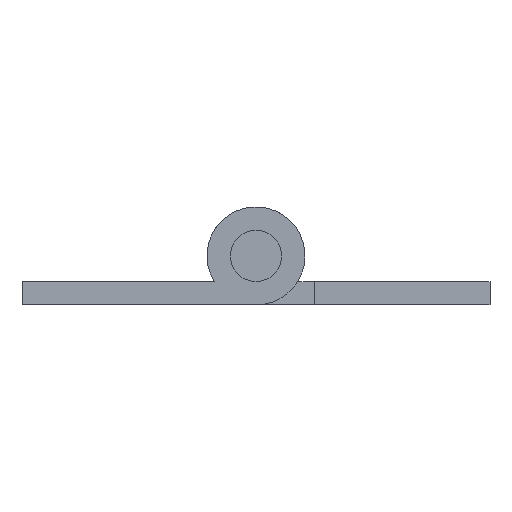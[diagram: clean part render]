
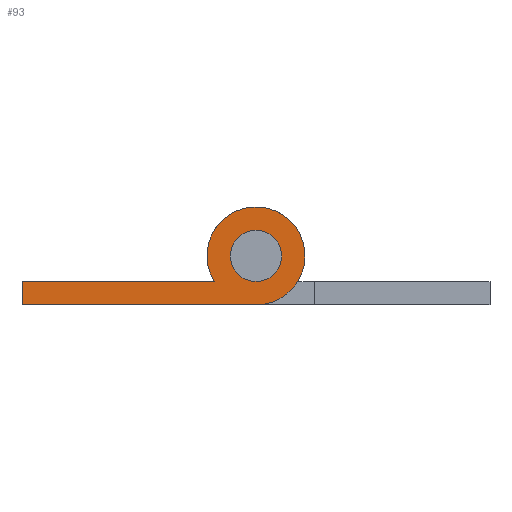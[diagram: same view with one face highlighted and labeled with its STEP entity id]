
A CAD part, front view. The second image highlights one B-rep face of the part: STEP entity #93.
In plain terms, the highlighted planar face has unit normal (0, -1, 0).
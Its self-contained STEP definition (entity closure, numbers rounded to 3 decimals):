
#93 = ADVANCED_FACE ( 'NONE', ( #1555, #1550 ), #1548, .F. ) ;
#95 = VERTEX_POINT ( 'NONE', #1549 ) ;
#106 = EDGE_LOOP ( 'NONE', ( #147, #152, #132, #112 ) ) ;
#111 = EDGE_LOOP ( 'NONE', ( #116, #122 ) ) ;
#112 = ORIENTED_EDGE ( 'NONE', *, *, #113, .F. ) ;
#113 = EDGE_CURVE ( 'NONE', #149, #117, #1591, .T. ) ;
#116 = ORIENTED_EDGE ( 'NONE', *, *, #5146, .T. ) ;
#117 = VERTEX_POINT ( 'NONE', #1579 ) ;
#120 = EDGE_CURVE ( 'NONE', #117, #134, #1631, .T. ) ;
#122 = ORIENTED_EDGE ( 'NONE', *, *, #170, .T. ) ;
#132 = ORIENTED_EDGE ( 'NONE', *, *, #120, .F. ) ;
#134 = VERTEX_POINT ( 'NONE', #1668 ) ;
#137 = EDGE_CURVE ( 'NONE', #134, #95, #1665, .T. ) ;
#143 = EDGE_CURVE ( 'NONE', #95, #149, #1661, .T. ) ;
#147 = ORIENTED_EDGE ( 'NONE', *, *, #143, .F. ) ;
#149 = VERTEX_POINT ( 'NONE', #1652 ) ;
#152 = ORIENTED_EDGE ( 'NONE', *, *, #137, .F. ) ;
#170 = EDGE_CURVE ( 'NONE', #5147, #5145, #1733, .T. ) ;
#1544 = DIRECTION ( 'NONE',  ( 0., 0., 1. ) ) ;
#1545 = DIRECTION ( 'NONE',  ( 0., 1., 0. ) ) ;
#1546 = CARTESIAN_POINT ( 'NONE',  ( 0., -225., 0. ) ) ;
#1547 = AXIS2_PLACEMENT_3D ( 'NONE', #1546, #1545, #1544 ) ;
#1548 = PLANE ( 'NONE',  #1547 ) ;
#1549 = CARTESIAN_POINT ( 'NONE',  ( -16., -225., -3.35 ) ) ;
#1550 = FACE_BOUND ( 'NONE', #111, .T. ) ;
#1555 = FACE_OUTER_BOUND ( 'NONE', #106, .T. ) ;
#1579 = CARTESIAN_POINT ( 'NONE',  ( -2.857, -225., -1.75 ) ) ;
#1588 = DIRECTION ( 'NONE',  ( 1., 0., 0. ) ) ;
#1589 = VECTOR ( 'NONE', #1588, 1000. ) ;
#1590 = CARTESIAN_POINT ( 'NONE',  ( -2.857, -225., -1.75 ) ) ;
#1591 = LINE ( 'NONE', #1590, #1589 ) ;
#1627 = DIRECTION ( 'NONE',  ( 0., 0., 1. ) ) ;
#1628 = DIRECTION ( 'NONE',  ( 0., 1., 0. ) ) ;
#1629 = CARTESIAN_POINT ( 'NONE',  ( 0., -225., 0. ) ) ;
#1630 = AXIS2_PLACEMENT_3D ( 'NONE', #1629, #1628, #1627 ) ;
#1631 = CIRCLE ( 'NONE', #1630, 3.35 ) ;
#1652 = CARTESIAN_POINT ( 'NONE',  ( -16., -225., -1.75 ) ) ;
#1658 = DIRECTION ( 'NONE',  ( 0., 0., 1. ) ) ;
#1659 = VECTOR ( 'NONE', #1658, 1000. ) ;
#1660 = CARTESIAN_POINT ( 'NONE',  ( -16., -225., -1.75 ) ) ;
#1661 = LINE ( 'NONE', #1660, #1659 ) ;
#1662 = DIRECTION ( 'NONE',  ( -1., 0., 0. ) ) ;
#1663 = VECTOR ( 'NONE', #1662, 1000. ) ;
#1664 = CARTESIAN_POINT ( 'NONE',  ( -16., -225., -3.35 ) ) ;
#1665 = LINE ( 'NONE', #1664, #1663 ) ;
#1668 = CARTESIAN_POINT ( 'NONE',  ( 0., -225., -3.35 ) ) ;
#1729 = DIRECTION ( 'NONE',  ( 0., 0., 1. ) ) ;
#1730 = DIRECTION ( 'NONE',  ( 0., 1., 0. ) ) ;
#1731 = CARTESIAN_POINT ( 'NONE',  ( 0., -225., 0. ) ) ;
#1732 = AXIS2_PLACEMENT_3D ( 'NONE', #1731, #1730, #1729 ) ;
#1733 = CIRCLE ( 'NONE', #1732, 1.75 ) ;
#3929 = CARTESIAN_POINT ( 'NONE',  ( 0., -225., 1.75 ) ) ;
#3930 = DIRECTION ( 'NONE',  ( 0., 0., 1. ) ) ;
#3931 = DIRECTION ( 'NONE',  ( 0., 1., 0. ) ) ;
#3932 = CARTESIAN_POINT ( 'NONE',  ( 0., -225., 0. ) ) ;
#3933 = AXIS2_PLACEMENT_3D ( 'NONE', #3932, #3931, #3930 ) ;
#3934 = CIRCLE ( 'NONE', #3933, 1.75 ) ;
#3935 = CARTESIAN_POINT ( 'NONE',  ( 0., -225., -1.75 ) ) ;
#5145 = VERTEX_POINT ( 'NONE', #3935 ) ;
#5146 = EDGE_CURVE ( 'NONE', #5145, #5147, #3934, .T. ) ;
#5147 = VERTEX_POINT ( 'NONE', #3929 ) ;
